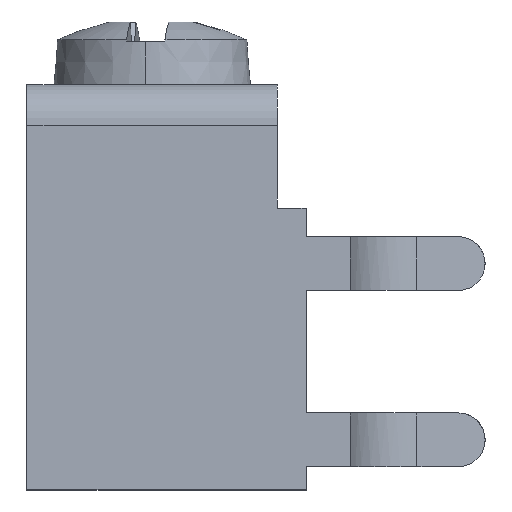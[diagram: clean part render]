
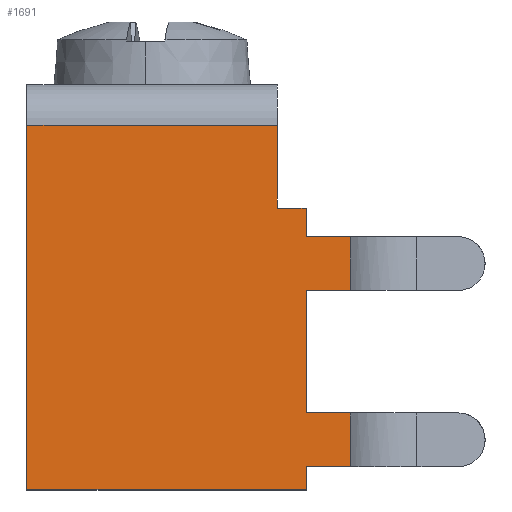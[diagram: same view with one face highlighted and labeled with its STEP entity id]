
A CAD part, left-side view. The second image highlights one B-rep face of the part: STEP entity #1691.
In plain terms, the highlighted planar face has unit normal (-0.999, 0, 0.034).
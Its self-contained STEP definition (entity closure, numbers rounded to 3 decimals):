
#1514 = VERTEX_POINT ( 'NONE', #2153 ) ;
#1516 = EDGE_CURVE ( 'NONE', #1688, #1514, #2152, .T. ) ;
#1530 = EDGE_LOOP ( 'NONE', ( #1531, #1532, #1535, #1538, #1613, #1616, #1619, #1622, #1580, #1583, #1586, #1589, #1592, #1625 ) ) ;
#1531 = ORIENTED_EDGE ( 'NONE', *, *, #1516, .T. ) ;
#1532 = ORIENTED_EDGE ( 'NONE', *, *, #1533, .T. ) ;
#1533 = EDGE_CURVE ( 'NONE', #1514, #1534, #2183, .T. ) ;
#1534 = VERTEX_POINT ( 'NONE', #2179 ) ;
#1535 = ORIENTED_EDGE ( 'NONE', *, *, #1536, .T. ) ;
#1536 = EDGE_CURVE ( 'NONE', #1534, #1537, #2178, .T. ) ;
#1537 = VERTEX_POINT ( 'NONE', #2174 ) ;
#1538 = ORIENTED_EDGE ( 'NONE', *, *, #1611, .T. ) ;
#1580 = ORIENTED_EDGE ( 'NONE', *, *, #1581, .T. ) ;
#1581 = EDGE_CURVE ( 'NONE', #1624, #1582, #2257, .T. ) ;
#1582 = VERTEX_POINT ( 'NONE', #2253 ) ;
#1583 = ORIENTED_EDGE ( 'NONE', *, *, #1584, .T. ) ;
#1584 = EDGE_CURVE ( 'NONE', #1582, #1585, #2313, .T. ) ;
#1585 = VERTEX_POINT ( 'NONE', #2309 ) ;
#1586 = ORIENTED_EDGE ( 'NONE', *, *, #1587, .T. ) ;
#1587 = EDGE_CURVE ( 'NONE', #1585, #1588, #2308, .T. ) ;
#1588 = VERTEX_POINT ( 'NONE', #2304 ) ;
#1589 = ORIENTED_EDGE ( 'NONE', *, *, #1590, .T. ) ;
#1590 = EDGE_CURVE ( 'NONE', #1588, #1591, #2303, .T. ) ;
#1591 = VERTEX_POINT ( 'NONE', #2299 ) ;
#1592 = ORIENTED_EDGE ( 'NONE', *, *, #1593, .F. ) ;
#1593 = EDGE_CURVE ( 'NONE', #1594, #1591, #2298, .T. ) ;
#1594 = VERTEX_POINT ( 'NONE', #2294 ) ;
#1611 = EDGE_CURVE ( 'NONE', #1537, #1612, #2318, .T. ) ;
#1612 = VERTEX_POINT ( 'NONE', #2314 ) ;
#1613 = ORIENTED_EDGE ( 'NONE', *, *, #1614, .T. ) ;
#1614 = EDGE_CURVE ( 'NONE', #1612, #1615, #2375, .T. ) ;
#1615 = VERTEX_POINT ( 'NONE', #2371 ) ;
#1616 = ORIENTED_EDGE ( 'NONE', *, *, #1617, .T. ) ;
#1617 = EDGE_CURVE ( 'NONE', #1615, #1618, #2370, .T. ) ;
#1618 = VERTEX_POINT ( 'NONE', #2366 ) ;
#1619 = ORIENTED_EDGE ( 'NONE', *, *, #1620, .T. ) ;
#1620 = EDGE_CURVE ( 'NONE', #1618, #1621, #2365, .T. ) ;
#1621 = VERTEX_POINT ( 'NONE', #2361 ) ;
#1622 = ORIENTED_EDGE ( 'NONE', *, *, #1623, .T. ) ;
#1623 = EDGE_CURVE ( 'NONE', #1621, #1624, #2360, .T. ) ;
#1624 = VERTEX_POINT ( 'NONE', #2356 ) ;
#1625 = ORIENTED_EDGE ( 'NONE', *, *, #1626, .T. ) ;
#1626 = EDGE_CURVE ( 'NONE', #1594, #1688, #2354, .T. ) ;
#1688 = VERTEX_POINT ( 'NONE', #2542 ) ;
#1691 = ADVANCED_FACE ( 'NONE', ( #2589 ), #2573, .T. ) ;
#2149 = DIRECTION ( 'NONE',  ( 0., -1., 0. ) ) ;
#2150 = VECTOR ( 'NONE', #2149, 1000. ) ;
#2151 = CARTESIAN_POINT ( 'NONE',  ( -1.017, 5.785, -7.091 ) ) ;
#2152 = LINE ( 'NONE', #2151, #2150 ) ;
#2153 = CARTESIAN_POINT ( 'NONE',  ( -1.017, -2.139, -7.091 ) ) ;
#2174 = CARTESIAN_POINT ( 'NONE',  ( -0.995, -3.394, -6.456 ) ) ;
#2175 = DIRECTION ( 'NONE',  ( 0., -1., 0. ) ) ;
#2176 = VECTOR ( 'NONE', #2175, 1000. ) ;
#2177 = CARTESIAN_POINT ( 'NONE',  ( -0.995, 5.785, -6.456 ) ) ;
#2178 = LINE ( 'NONE', #2177, #2176 ) ;
#2179 = CARTESIAN_POINT ( 'NONE',  ( -0.995, -2.139, -6.456 ) ) ;
#2180 = DIRECTION ( 'NONE',  ( 0.034, 0., 0.999 ) ) ;
#2181 = VECTOR ( 'NONE', #2180, 1000. ) ;
#2182 = CARTESIAN_POINT ( 'NONE',  ( -0.661, -2.139, 3.237 ) ) ;
#2183 = LINE ( 'NONE', #2182, #2181 ) ;
#2253 = CARTESIAN_POINT ( 'NONE',  ( -0.77, -2.139, 0.072 ) ) ;
#2254 = DIRECTION ( 'NONE',  ( 0., 1., 0. ) ) ;
#2255 = VECTOR ( 'NONE', #2254, 1000. ) ;
#2256 = CARTESIAN_POINT ( 'NONE',  ( -0.77, 5.785, 0.072 ) ) ;
#2257 = LINE ( 'NONE', #2256, #2255 ) ;
#2294 = CARTESIAN_POINT ( 'NONE',  ( -0.661, 5.785, 3.237 ) ) ;
#2295 = DIRECTION ( 'NONE',  ( 0., -1., 0. ) ) ;
#2296 = VECTOR ( 'NONE', #2295, 1000. ) ;
#2297 = CARTESIAN_POINT ( 'NONE',  ( -0.661, 5.785, 3.237 ) ) ;
#2298 = LINE ( 'NONE', #2297, #2296 ) ;
#2299 = CARTESIAN_POINT ( 'NONE',  ( -0.661, -1.327, 3.237 ) ) ;
#2300 = DIRECTION ( 'NONE',  ( 0.034, 0., 0.999 ) ) ;
#2301 = VECTOR ( 'NONE', #2300, 1000. ) ;
#2302 = CARTESIAN_POINT ( 'NONE',  ( -0.661, -1.327, 3.237 ) ) ;
#2303 = LINE ( 'NONE', #2302, #2301 ) ;
#2304 = CARTESIAN_POINT ( 'NONE',  ( -0.742, -1.327, 0.885 ) ) ;
#2305 = DIRECTION ( 'NONE',  ( 0., 1., 0. ) ) ;
#2306 = VECTOR ( 'NONE', #2305, 1000. ) ;
#2307 = CARTESIAN_POINT ( 'NONE',  ( -0.742, 5.785, 0.885 ) ) ;
#2308 = LINE ( 'NONE', #2307, #2306 ) ;
#2309 = CARTESIAN_POINT ( 'NONE',  ( -0.742, -2.139, 0.885 ) ) ;
#2310 = DIRECTION ( 'NONE',  ( 0.034, 0., 0.999 ) ) ;
#2311 = VECTOR ( 'NONE', #2310, 1000. ) ;
#2312 = CARTESIAN_POINT ( 'NONE',  ( -0.661, -2.139, 3.237 ) ) ;
#2313 = LINE ( 'NONE', #2312, #2311 ) ;
#2314 = CARTESIAN_POINT ( 'NONE',  ( -0.942, -3.394, -4.932 ) ) ;
#2315 = DIRECTION ( 'NONE',  ( 0.034, 0., 0.999 ) ) ;
#2316 = VECTOR ( 'NONE', #2315, 1000. ) ;
#2317 = CARTESIAN_POINT ( 'NONE',  ( -0.661, -3.394, 3.237 ) ) ;
#2318 = LINE ( 'NONE', #2317, #2316 ) ;
#2351 = DIRECTION ( 'NONE',  ( -0.034, 0., -0.999 ) ) ;
#2352 = VECTOR ( 'NONE', #2351, 1000. ) ;
#2353 = CARTESIAN_POINT ( 'NONE',  ( -0.661, 5.785, 3.237 ) ) ;
#2354 = LINE ( 'NONE', #2353, #2352 ) ;
#2356 = CARTESIAN_POINT ( 'NONE',  ( -0.77, -3.394, 0.072 ) ) ;
#2357 = DIRECTION ( 'NONE',  ( 0.034, 0., 0.999 ) ) ;
#2358 = VECTOR ( 'NONE', #2357, 1000. ) ;
#2359 = CARTESIAN_POINT ( 'NONE',  ( -0.661, -3.394, 3.237 ) ) ;
#2360 = LINE ( 'NONE', #2359, #2358 ) ;
#2361 = CARTESIAN_POINT ( 'NONE',  ( -0.823, -3.394, -1.452 ) ) ;
#2362 = DIRECTION ( 'NONE',  ( 0., -1., 0. ) ) ;
#2363 = VECTOR ( 'NONE', #2362, 1000. ) ;
#2364 = CARTESIAN_POINT ( 'NONE',  ( -0.823, 5.785, -1.452 ) ) ;
#2365 = LINE ( 'NONE', #2364, #2363 ) ;
#2366 = CARTESIAN_POINT ( 'NONE',  ( -0.823, -2.139, -1.452 ) ) ;
#2367 = DIRECTION ( 'NONE',  ( 0.034, 0., 0.999 ) ) ;
#2368 = VECTOR ( 'NONE', #2367, 1000. ) ;
#2369 = CARTESIAN_POINT ( 'NONE',  ( -0.661, -2.139, 3.237 ) ) ;
#2370 = LINE ( 'NONE', #2369, #2368 ) ;
#2371 = CARTESIAN_POINT ( 'NONE',  ( -0.942, -2.139, -4.932 ) ) ;
#2372 = DIRECTION ( 'NONE',  ( 0., 1., 0. ) ) ;
#2373 = VECTOR ( 'NONE', #2372, 1000. ) ;
#2374 = CARTESIAN_POINT ( 'NONE',  ( -0.942, 5.785, -4.932 ) ) ;
#2375 = LINE ( 'NONE', #2374, #2373 ) ;
#2542 = CARTESIAN_POINT ( 'NONE',  ( -1.017, 5.785, -7.091 ) ) ;
#2568 = DIRECTION ( 'NONE',  ( 0.034, 0., 0.999 ) ) ;
#2569 = DIRECTION ( 'NONE',  ( -0.999, 0., 0.034 ) ) ;
#2570 = CARTESIAN_POINT ( 'NONE',  ( -0.661, 5.785, 3.237 ) ) ;
#2571 = AXIS2_PLACEMENT_3D ( 'NONE', #2570, #2569, #2568 ) ;
#2573 = PLANE ( 'NONE',  #2571 ) ;
#2589 = FACE_OUTER_BOUND ( 'NONE', #1530, .T. ) ;
